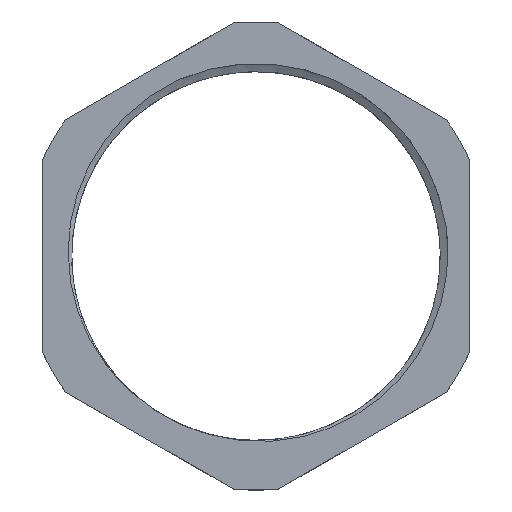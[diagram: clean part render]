
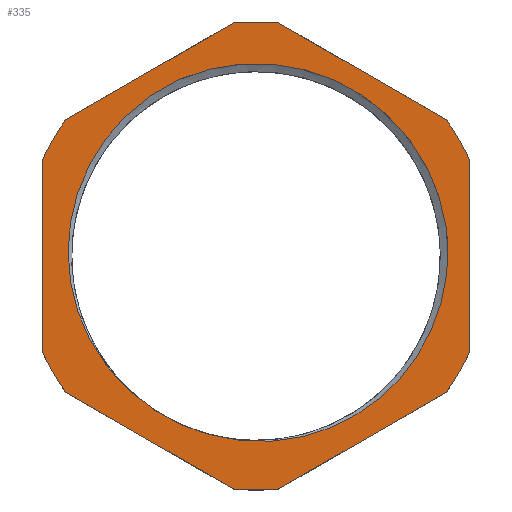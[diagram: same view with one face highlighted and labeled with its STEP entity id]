
A CAD part, top view. The second image highlights one B-rep face of the part: STEP entity #335.
In plain terms, the highlighted planar face has unit normal (0, 0, 1).
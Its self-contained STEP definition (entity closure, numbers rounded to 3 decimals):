
#16=FACE_BOUND('',#124,.T.);
#20=LINE('',#1132,#38);
#22=LINE('',#1137,#40);
#25=LINE('',#1148,#43);
#29=LINE('',#1165,#47);
#32=LINE('',#1176,#50);
#34=LINE('',#1181,#52);
#38=VECTOR('',#403,10.);
#40=VECTOR('',#407,10.);
#43=VECTOR('',#412,10.);
#47=VECTOR('',#418,10.);
#50=VECTOR('',#423,10.);
#52=VECTOR('',#427,10.);
#67=PLANE('',#364);
#70=CIRCLE('',#354,17.75);
#71=CIRCLE('',#356,18.511);
#73=CIRCLE('',#365,22.515);
#74=CIRCLE('',#366,22.515);
#75=CIRCLE('',#367,22.515);
#76=CIRCLE('',#368,22.515);
#77=CIRCLE('',#369,22.515);
#78=CIRCLE('',#370,22.515);
#104=FACE_OUTER_BOUND('',#123,.T.);
#123=EDGE_LOOP('',(#265,#266,#267,#268,#269,#270,#271,#272,#273,#274,#275,
#276));
#124=EDGE_LOOP('',(#277,#278,#279,#280));
#137=B_SPLINE_CURVE_WITH_KNOTS('',3,(#706,#707,#708,#709,#710,#711,#712,
#713,#714,#715,#716,#717,#718,#719,#720,#721),.UNSPECIFIED.,.F.,.F.,(4,
3,3,3,3,4),(-3.607,-3.58,-2.7,-1.809,
-0.909,0.),.UNSPECIFIED.);
#142=B_SPLINE_CURVE_WITH_KNOTS('',3,(#1104,#1105,#1106,#1107,#1108,#1109,
#1110,#1111,#1112,#1113,#1114,#1115,#1116,#1117,#1118,#1119),
 .UNSPECIFIED.,.F.,.F.,(4,3,3,3,3,4),(-3.604,-3.575,
-2.669,-1.77,-0.88,0.),
 .UNSPECIFIED.);
#145=VERTEX_POINT('',#665);
#146=VERTEX_POINT('',#705);
#148=VERTEX_POINT('',#764);
#150=VERTEX_POINT('',#994);
#153=VERTEX_POINT('',#1129);
#154=VERTEX_POINT('',#1131);
#155=VERTEX_POINT('',#1135);
#156=VERTEX_POINT('',#1136);
#159=VERTEX_POINT('',#1146);
#160=VERTEX_POINT('',#1147);
#165=VERTEX_POINT('',#1162);
#166=VERTEX_POINT('',#1164);
#169=VERTEX_POINT('',#1173);
#170=VERTEX_POINT('',#1175);
#171=VERTEX_POINT('',#1179);
#172=VERTEX_POINT('',#1180);
#178=EDGE_CURVE('',#145,#146,#137,.T.);
#182=EDGE_CURVE('',#148,#145,#70,.T.);
#185=EDGE_CURVE('',#150,#148,#142,.T.);
#186=EDGE_CURVE('',#150,#146,#71,.T.);
#190=EDGE_CURVE('',#154,#153,#20,.T.);
#192=EDGE_CURVE('',#155,#156,#22,.T.);
#196=EDGE_CURVE('',#159,#160,#25,.T.);
#202=EDGE_CURVE('',#166,#165,#29,.T.);
#206=EDGE_CURVE('',#170,#169,#32,.T.);
#208=EDGE_CURVE('',#171,#172,#34,.T.);
#212=EDGE_CURVE('',#153,#170,#73,.T.);
#213=EDGE_CURVE('',#169,#166,#74,.T.);
#214=EDGE_CURVE('',#165,#159,#75,.T.);
#215=EDGE_CURVE('',#160,#155,#76,.T.);
#216=EDGE_CURVE('',#156,#171,#77,.T.);
#217=EDGE_CURVE('',#172,#154,#78,.T.);
#265=ORIENTED_EDGE('',*,*,#190,.T.);
#266=ORIENTED_EDGE('',*,*,#212,.T.);
#267=ORIENTED_EDGE('',*,*,#206,.T.);
#268=ORIENTED_EDGE('',*,*,#213,.T.);
#269=ORIENTED_EDGE('',*,*,#202,.T.);
#270=ORIENTED_EDGE('',*,*,#214,.T.);
#271=ORIENTED_EDGE('',*,*,#196,.T.);
#272=ORIENTED_EDGE('',*,*,#215,.T.);
#273=ORIENTED_EDGE('',*,*,#192,.T.);
#274=ORIENTED_EDGE('',*,*,#216,.T.);
#275=ORIENTED_EDGE('',*,*,#208,.T.);
#276=ORIENTED_EDGE('',*,*,#217,.T.);
#277=ORIENTED_EDGE('',*,*,#186,.T.);
#278=ORIENTED_EDGE('',*,*,#178,.F.);
#279=ORIENTED_EDGE('',*,*,#182,.F.);
#280=ORIENTED_EDGE('',*,*,#185,.F.);
#335=ADVANCED_FACE('',(#104,#16),#67,.T.);
#354=AXIS2_PLACEMENT_3D('',#804,#392,#393);
#356=AXIS2_PLACEMENT_3D('',#1121,#396,#397);
#364=AXIS2_PLACEMENT_3D('',#1189,#430,#431);
#365=AXIS2_PLACEMENT_3D('',#1190,#432,#433);
#366=AXIS2_PLACEMENT_3D('',#1191,#434,#435);
#367=AXIS2_PLACEMENT_3D('',#1192,#436,#437);
#368=AXIS2_PLACEMENT_3D('',#1193,#438,#439);
#369=AXIS2_PLACEMENT_3D('',#1194,#440,#441);
#370=AXIS2_PLACEMENT_3D('',#1195,#442,#443);
#392=DIRECTION('center_axis',(0.,0.,1.));
#393=DIRECTION('ref_axis',(-1.,0.,0.));
#396=DIRECTION('center_axis',(0.,0.,-1.));
#397=DIRECTION('ref_axis',(-1.,0.,0.));
#403=DIRECTION('',(0.866,0.5,0.));
#407=DIRECTION('',(0.,-1.,0.));
#412=DIRECTION('',(-0.866,-0.5,0.));
#418=DIRECTION('',(-0.866,0.5,0.));
#423=DIRECTION('',(0.,1.,0.));
#427=DIRECTION('',(0.866,-0.5,0.));
#430=DIRECTION('center_axis',(0.,0.,1.));
#431=DIRECTION('ref_axis',(1.,0.,0.));
#432=DIRECTION('center_axis',(0.,0.,1.));
#433=DIRECTION('ref_axis',(1.,0.,0.));
#434=DIRECTION('center_axis',(0.,0.,1.));
#435=DIRECTION('ref_axis',(1.,0.,0.));
#436=DIRECTION('center_axis',(0.,0.,1.));
#437=DIRECTION('ref_axis',(1.,0.,0.));
#438=DIRECTION('center_axis',(0.,0.,1.));
#439=DIRECTION('ref_axis',(1.,0.,0.));
#440=DIRECTION('center_axis',(0.,0.,1.));
#441=DIRECTION('ref_axis',(1.,0.,0.));
#442=DIRECTION('center_axis',(0.,0.,1.));
#443=DIRECTION('ref_axis',(1.,0.,0.));
#665=CARTESIAN_POINT('',(-4.498,-17.171,3.97));
#705=CARTESIAN_POINT('',(18.286,2.875,3.97));
#706=CARTESIAN_POINT('Ctrl Pts',(-4.499,-17.172,3.97));
#707=CARTESIAN_POINT('Ctrl Pts',(-4.41,-17.197,3.97));
#708=CARTESIAN_POINT('Ctrl Pts',(-4.321,-17.222,3.97));
#709=CARTESIAN_POINT('Ctrl Pts',(-4.232,-17.246,3.97));
#710=CARTESIAN_POINT('Ctrl Pts',(-1.404,-18.005,3.97));
#711=CARTESIAN_POINT('Ctrl Pts',(1.617,-18.048,3.97));
#712=CARTESIAN_POINT('Ctrl Pts',(4.461,-17.383,3.97));
#713=CARTESIAN_POINT('Ctrl Pts',(7.341,-16.709,3.97));
#714=CARTESIAN_POINT('Ctrl Pts',(10.052,-15.307,3.97));
#715=CARTESIAN_POINT('Ctrl Pts',(12.269,-13.355,3.97));
#716=CARTESIAN_POINT('Ctrl Pts',(14.509,-11.383,3.97));
#717=CARTESIAN_POINT('Ctrl Pts',(16.256,-8.839,3.97));
#718=CARTESIAN_POINT('Ctrl Pts',(17.3,-6.039,3.97));
#719=CARTESIAN_POINT('Ctrl Pts',(18.353,-3.213,3.97));
#720=CARTESIAN_POINT('Ctrl Pts',(18.695,-0.126,3.97));
#721=CARTESIAN_POINT('Ctrl Pts',(18.286,2.875,3.97));
#764=CARTESIAN_POINT('',(-12.052,-13.031,3.97));
#804=CARTESIAN_POINT('Origin',(0.,0.,3.97));
#994=CARTESIAN_POINT('',(-7.416,16.961,3.97));
#1104=CARTESIAN_POINT('Ctrl Pts',(-7.417,16.962,3.97));
#1105=CARTESIAN_POINT('Ctrl Pts',(-7.504,16.922,3.97));
#1106=CARTESIAN_POINT('Ctrl Pts',(-7.591,16.881,3.97));
#1107=CARTESIAN_POINT('Ctrl Pts',(-7.678,16.839,3.97));
#1108=CARTESIAN_POINT('Ctrl Pts',(-10.399,15.529,3.97));
#1109=CARTESIAN_POINT('Ctrl Pts',(-12.795,13.536,3.97));
#1110=CARTESIAN_POINT('Ctrl Pts',(-14.57,11.102,3.97));
#1111=CARTESIAN_POINT('Ctrl Pts',(-16.331,8.688,3.97));
#1112=CARTESIAN_POINT('Ctrl Pts',(-17.489,5.831,3.97));
#1113=CARTESIAN_POINT('Ctrl Pts',(-17.899,2.876,3.97));
#1114=CARTESIAN_POINT('Ctrl Pts',(-18.306,-0.049,
3.97));
#1115=CARTESIAN_POINT('Ctrl Pts',(-17.982,-3.085,3.97));
#1116=CARTESIAN_POINT('Ctrl Pts',(-16.957,-5.857,3.97));
#1117=CARTESIAN_POINT('Ctrl Pts',(-15.944,-8.599,3.97));
#1118=CARTESIAN_POINT('Ctrl Pts',(-14.249,-11.085,3.97));
#1119=CARTESIAN_POINT('Ctrl Pts',(-12.052,-13.031,3.97));
#1121=CARTESIAN_POINT('Origin',(0.,0.,3.97));
#1129=CARTESIAN_POINT('',(18.313,-13.099,3.97));
#1131=CARTESIAN_POINT('',(2.187,-22.408,3.97));
#1132=CARTESIAN_POINT('',(19.14,-12.621,3.97));
#1135=CARTESIAN_POINT('',(-20.5,9.31,3.97));
#1136=CARTESIAN_POINT('',(-20.5,-9.31,3.97));
#1137=CARTESIAN_POINT('',(-20.5,-10.265,3.97));
#1146=CARTESIAN_POINT('',(-2.187,22.408,3.97));
#1147=CARTESIAN_POINT('',(-18.313,13.099,3.97));
#1148=CARTESIAN_POINT('',(-9.423,18.231,3.97));
#1162=CARTESIAN_POINT('',(2.187,22.408,3.97));
#1164=CARTESIAN_POINT('',(18.313,13.099,3.97));
#1165=CARTESIAN_POINT('',(15.935,14.471,3.97));
#1173=CARTESIAN_POINT('',(20.5,9.31,3.97));
#1175=CARTESIAN_POINT('',(20.5,-9.31,3.97));
#1176=CARTESIAN_POINT('',(20.5,-0.955,3.97));
#1179=CARTESIAN_POINT('',(-18.313,-13.099,3.97));
#1180=CARTESIAN_POINT('',(-2.187,-22.408,3.97));
#1181=CARTESIAN_POINT('',(3.498,-25.691,3.97));
#1189=CARTESIAN_POINT('Origin',(19.433,-11.219,3.97));
#1190=CARTESIAN_POINT('Origin',(0.,0.,3.97));
#1191=CARTESIAN_POINT('Origin',(0.,0.,3.97));
#1192=CARTESIAN_POINT('Origin',(0.,0.,3.97));
#1193=CARTESIAN_POINT('Origin',(0.,0.,3.97));
#1194=CARTESIAN_POINT('Origin',(0.,0.,3.97));
#1195=CARTESIAN_POINT('Origin',(0.,0.,3.97));
